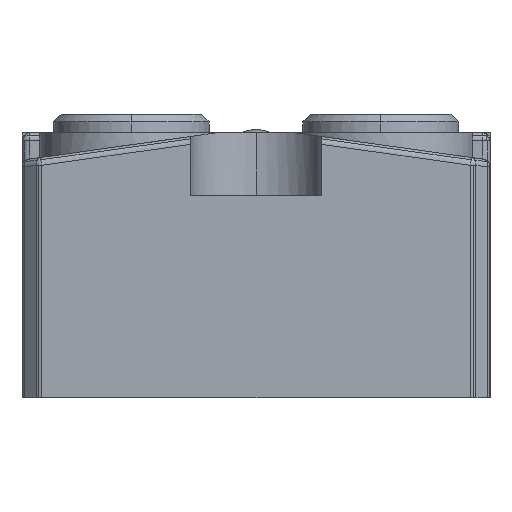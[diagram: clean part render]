
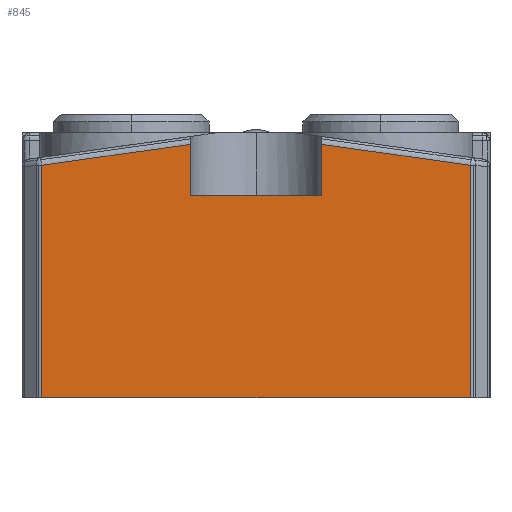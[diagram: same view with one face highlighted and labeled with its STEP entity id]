
A CAD part, front view. The second image highlights one B-rep face of the part: STEP entity #845.
In plain terms, the highlighted planar face has unit normal (0, -1, 0).
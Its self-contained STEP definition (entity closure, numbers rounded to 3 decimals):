
#800=AXIS2_PLACEMENT_3D('Plane Axis2P3D',#797,#798,#799) ;
#360=CARTESIAN_POINT('Vertex',(19.2,0.,16.256)) ;
#385=CARTESIAN_POINT('Vertex',(19.2,0.,13.)) ;
#388=CARTESIAN_POINT('Line Origine',(19.2,0.,14.628)) ;
#438=CARTESIAN_POINT('Line Origine',(24.731,0.,15.479)) ;
#442=CARTESIAN_POINT('Vertex',(28.743,0.,14.915)) ;
#756=CARTESIAN_POINT('Line Origine',(28.743,0.,0.)) ;
#760=CARTESIAN_POINT('Vertex',(28.743,0.,0.)) ;
#797=CARTESIAN_POINT('Axis2P3D Location',(30.,0.,0.)) ;
#802=CARTESIAN_POINT('Line Origine',(6.029,0.,15.586)) ;
#806=CARTESIAN_POINT('Vertex',(1.257,0.,14.915)) ;
#808=CARTESIAN_POINT('Vertex',(10.8,0.,16.256)) ;
#811=CARTESIAN_POINT('Line Origine',(1.257,0.,7.458)) ;
#815=CARTESIAN_POINT('Vertex',(1.257,0.,0.)) ;
#818=CARTESIAN_POINT('Line Origine',(15.,0.,0.)) ;
#823=CARTESIAN_POINT('Line Origine',(15.,0.,13.)) ;
#827=CARTESIAN_POINT('Vertex',(10.8,0.,13.)) ;
#830=CARTESIAN_POINT('Line Origine',(10.8,0.,14.628)) ;
#389=DIRECTION('Vector Direction',(0.,0.,-1.)) ;
#439=DIRECTION('Vector Direction',(-0.99,0.,0.139)) ;
#757=DIRECTION('Vector Direction',(0.,0.,-1.)) ;
#798=DIRECTION('Axis2P3D Direction',(0.,-1.,0.)) ;
#799=DIRECTION('Axis2P3D XDirection',(0.,0.,-1.)) ;
#803=DIRECTION('Vector Direction',(0.99,0.,0.139)) ;
#812=DIRECTION('Vector Direction',(0.,0.,1.)) ;
#819=DIRECTION('Vector Direction',(1.,0.,0.)) ;
#824=DIRECTION('Vector Direction',(-1.,0.,0.)) ;
#831=DIRECTION('Vector Direction',(0.,0.,1.)) ;
#390=VECTOR('Line Direction',#389,1.) ;
#440=VECTOR('Line Direction',#439,1.) ;
#758=VECTOR('Line Direction',#757,1.) ;
#804=VECTOR('Line Direction',#803,1.) ;
#813=VECTOR('Line Direction',#812,1.) ;
#820=VECTOR('Line Direction',#819,1.) ;
#825=VECTOR('Line Direction',#824,1.) ;
#832=VECTOR('Line Direction',#831,1.) ;
#836=ORIENTED_EDGE('',*,*,#810,.F.) ;
#837=ORIENTED_EDGE('',*,*,#817,.F.) ;
#838=ORIENTED_EDGE('',*,*,#822,.T.) ;
#839=ORIENTED_EDGE('',*,*,#762,.F.) ;
#840=ORIENTED_EDGE('',*,*,#444,.F.) ;
#841=ORIENTED_EDGE('',*,*,#392,.T.) ;
#842=ORIENTED_EDGE('',*,*,#829,.T.) ;
#843=ORIENTED_EDGE('',*,*,#834,.T.) ;
#845=ADVANCED_FACE('Hauptk\X2\00F6\X0\rper',(#844),#801,.T.) ;
#392=EDGE_CURVE('',#361,#386,#391,.T.) ;
#444=EDGE_CURVE('',#361,#443,#441,.F.) ;
#762=EDGE_CURVE('',#443,#761,#759,.T.) ;
#810=EDGE_CURVE('',#807,#809,#805,.T.) ;
#817=EDGE_CURVE('',#816,#807,#814,.T.) ;
#822=EDGE_CURVE('',#816,#761,#821,.T.) ;
#829=EDGE_CURVE('',#386,#828,#826,.T.) ;
#834=EDGE_CURVE('',#828,#809,#833,.T.) ;
#835=EDGE_LOOP('',(#836,#837,#838,#839,#840,#841,#842,#843)) ;
#844=FACE_OUTER_BOUND('',#835,.T.) ;
#391=LINE('Line',#388,#390) ;
#441=LINE('Line',#438,#440) ;
#759=LINE('Line',#756,#758) ;
#805=LINE('Line',#802,#804) ;
#814=LINE('Line',#811,#813) ;
#821=LINE('Line',#818,#820) ;
#826=LINE('Line',#823,#825) ;
#833=LINE('Line',#830,#832) ;
#801=PLANE('',#800) ;
#361=VERTEX_POINT('',#360) ;
#386=VERTEX_POINT('',#385) ;
#443=VERTEX_POINT('',#442) ;
#761=VERTEX_POINT('',#760) ;
#807=VERTEX_POINT('',#806) ;
#809=VERTEX_POINT('',#808) ;
#816=VERTEX_POINT('',#815) ;
#828=VERTEX_POINT('',#827) ;
